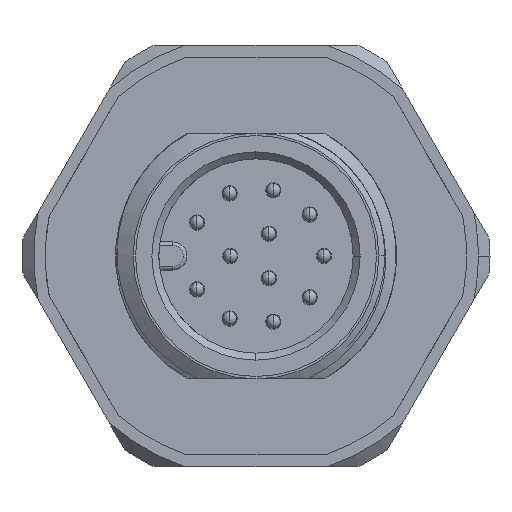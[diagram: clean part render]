
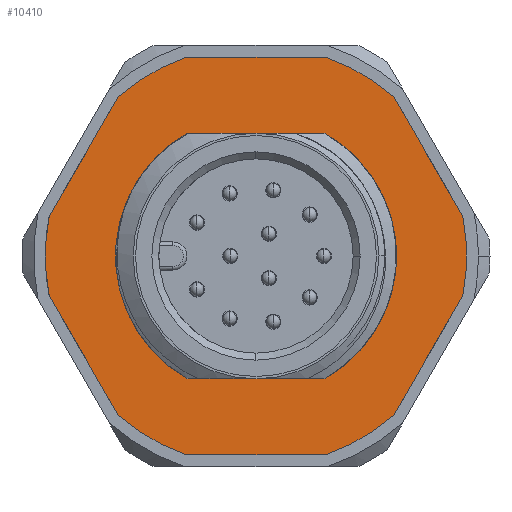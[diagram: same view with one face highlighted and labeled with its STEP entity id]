
A CAD part, left-side view. The second image highlights one B-rep face of the part: STEP entity #10410.
In plain terms, the highlighted planar face has unit normal (-1, 0, 0).
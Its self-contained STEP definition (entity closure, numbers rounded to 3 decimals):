
#136 = DIRECTION ( 'NONE',  ( -1., 0., 0. ) ) ;
#212 = EDGE_LOOP ( 'NONE', ( #8674, #24262 ) ) ;
#265 = CARTESIAN_POINT ( 'NONE',  ( -8.4, 0., -9. ) ) ;
#320 = CIRCLE ( 'NONE', #5114, 5.25 ) ;
#453 = CARTESIAN_POINT ( 'NONE',  ( -8.4, -5.882, -2.188 ) ) ;
#545 = VERTEX_POINT ( 'NONE', #1655 ) ;
#657 = CIRCLE ( 'NONE', #23065, 9. ) ;
#969 = ORIENTED_EDGE ( 'NONE', *, *, #2623, .T. ) ;
#1039 = VERTEX_POINT ( 'NONE', #27022 ) ;
#1069 = VERTEX_POINT ( 'NONE', #5387 ) ;
#1089 = DIRECTION ( 'NONE',  ( -1., 0., 0. ) ) ;
#1655 = CARTESIAN_POINT ( 'NONE',  ( -8.4, 0., -3.75 ) ) ;
#1898 = DIRECTION ( 'NONE',  ( 0., -0.654, 0.757 ) ) ;
#1901 = EDGE_CURVE ( 'NONE', #8405, #8927, #8070, .T. ) ;
#2254 = ORIENTED_EDGE ( 'NONE', *, *, #14831, .T. ) ;
#2582 = CARTESIAN_POINT ( 'NONE',  ( -8.4, 5.882, -15.812 ) ) ;
#2610 = DIRECTION ( 'NONE',  ( 1., 0., 0. ) ) ;
#2623 = EDGE_CURVE ( 'NONE', #4328, #11441, #20074, .T. ) ;
#2689 = EDGE_CURVE ( 'NONE', #7677, #22782, #16086, .T. ) ;
#3746 = ORIENTED_EDGE ( 'NONE', *, *, #15137, .T. ) ;
#3978 = DIRECTION ( 'NONE',  ( 0., 0.654, -0.757 ) ) ;
#4030 = CARTESIAN_POINT ( 'NONE',  ( -8.4, 8.84, -10.688 ) ) ;
#4328 = VERTEX_POINT ( 'NONE', #22110 ) ;
#4452 = LINE ( 'NONE', #18782, #19727 ) ;
#5114 = AXIS2_PLACEMENT_3D ( 'NONE', #27239, #2610, #15821 ) ;
#5387 = CARTESIAN_POINT ( 'NONE',  ( -8.4, -8.84, -10.688 ) ) ;
#5512 = DIRECTION ( 'NONE',  ( 0., -0.982, -0.188 ) ) ;
#5614 = DIRECTION ( 'NONE',  ( -1., 0., 0. ) ) ;
#5669 = DIRECTION ( 'NONE',  ( 0., 0., -1. ) ) ;
#5685 = CIRCLE ( 'NONE', #25016, 9. ) ;
#5879 = DIRECTION ( 'NONE',  ( 0., 0.5, 0.866 ) ) ;
#5914 = ORIENTED_EDGE ( 'NONE', *, *, #15985, .T. ) ;
#6975 = LINE ( 'NONE', #13056, #16475 ) ;
#7044 = CARTESIAN_POINT ( 'NONE',  ( -8.4, 2.958, -0.5 ) ) ;
#7588 = CARTESIAN_POINT ( 'NONE',  ( -8.4, 0., -9. ) ) ;
#7677 = VERTEX_POINT ( 'NONE', #7044 ) ;
#7784 = LINE ( 'NONE', #11369, #17990 ) ;
#7877 = EDGE_CURVE ( 'NONE', #15600, #545, #9447, .T. ) ;
#8070 = LINE ( 'NONE', #27087, #20027 ) ;
#8381 = LINE ( 'NONE', #25065, #15345 ) ;
#8405 = VERTEX_POINT ( 'NONE', #11342 ) ;
#8544 = AXIS2_PLACEMENT_3D ( 'NONE', #265, #10839, #21469 ) ;
#8674 = ORIENTED_EDGE ( 'NONE', *, *, #7877, .T. ) ;
#8691 = DIRECTION ( 'NONE',  ( -1., 0., 0. ) ) ;
#8906 = CARTESIAN_POINT ( 'NONE',  ( -8.4, 0., -9. ) ) ;
#8927 = VERTEX_POINT ( 'NONE', #453 ) ;
#9009 = AXIS2_PLACEMENT_3D ( 'NONE', #7588, #11999, #20415 ) ;
#9276 = EDGE_CURVE ( 'NONE', #22782, #1039, #6975, .T. ) ;
#9422 = CIRCLE ( 'NONE', #8544, 9. ) ;
#9423 = CARTESIAN_POINT ( 'NONE',  ( -8.4, 5.882, -2.188 ) ) ;
#9447 = CIRCLE ( 'NONE', #11192, 5.25 ) ;
#9547 = CIRCLE ( 'NONE', #24945, 9. ) ;
#9983 = VERTEX_POINT ( 'NONE', #14439 ) ;
#10270 = EDGE_CURVE ( 'NONE', #545, #15600, #320, .T. ) ;
#10374 = VERTEX_POINT ( 'NONE', #24071 ) ;
#10410 = ADVANCED_FACE ( 'NONE', ( #11519, #19676 ), #25997, .T. ) ;
#10599 = EDGE_LOOP ( 'NONE', ( #969, #23395, #18834, #12327, #3746, #16387, #23913, #22887, #2254, #16043, #19747, #5914 ) ) ;
#10839 = DIRECTION ( 'NONE',  ( -1., 0., 0. ) ) ;
#11192 = AXIS2_PLACEMENT_3D ( 'NONE', #20001, #20278, #5669 ) ;
#11294 = EDGE_CURVE ( 'NONE', #8927, #16897, #9547, .T. ) ;
#11342 = CARTESIAN_POINT ( 'NONE',  ( -8.4, -8.84, -7.312 ) ) ;
#11369 = CARTESIAN_POINT ( 'NONE',  ( -8.4, -5.882, -15.812 ) ) ;
#11441 = VERTEX_POINT ( 'NONE', #2582 ) ;
#11508 = DIRECTION ( 'NONE',  ( 0., 0.5, -0.866 ) ) ;
#11519 = FACE_BOUND ( 'NONE', #212, .T. ) ;
#11668 = CARTESIAN_POINT ( 'NONE',  ( -8.4, -2.958, -0.5 ) ) ;
#11999 = DIRECTION ( 'NONE',  ( -1., 0., 0. ) ) ;
#12063 = CARTESIAN_POINT ( 'NONE',  ( -8.4, 0., -14.25 ) ) ;
#12327 = ORIENTED_EDGE ( 'NONE', *, *, #25427, .T. ) ;
#12450 = DIRECTION ( 'NONE',  ( 0., -1., 0. ) ) ;
#12679 = CARTESIAN_POINT ( 'NONE',  ( -8.4, 2.958, -17.5 ) ) ;
#13056 = CARTESIAN_POINT ( 'NONE',  ( -8.4, 5.882, -2.188 ) ) ;
#13764 = EDGE_CURVE ( 'NONE', #14941, #9983, #4452, .T. ) ;
#14439 = CARTESIAN_POINT ( 'NONE',  ( -8.4, -2.958, -17.5 ) ) ;
#14831 = EDGE_CURVE ( 'NONE', #16897, #7677, #8381, .T. ) ;
#14941 = VERTEX_POINT ( 'NONE', #12679 ) ;
#15137 = EDGE_CURVE ( 'NONE', #10374, #1069, #7784, .T. ) ;
#15345 = VECTOR ( 'NONE', #23138, 1000. ) ;
#15600 = VERTEX_POINT ( 'NONE', #12063 ) ;
#15821 = DIRECTION ( 'NONE',  ( 0., 0., 1. ) ) ;
#15985 = EDGE_CURVE ( 'NONE', #1039, #4328, #5685, .T. ) ;
#16043 = ORIENTED_EDGE ( 'NONE', *, *, #2689, .T. ) ;
#16086 = CIRCLE ( 'NONE', #9009, 9. ) ;
#16191 = DIRECTION ( 'NONE',  ( 0., -0.5, -0.866 ) ) ;
#16387 = ORIENTED_EDGE ( 'NONE', *, *, #25331, .T. ) ;
#16475 = VECTOR ( 'NONE', #11508, 1000. ) ;
#16856 = DIRECTION ( 'NONE',  ( 0., 0.982, 0.188 ) ) ;
#16897 = VERTEX_POINT ( 'NONE', #11668 ) ;
#17990 = VECTOR ( 'NONE', #23922, 1000. ) ;
#18782 = CARTESIAN_POINT ( 'NONE',  ( -8.4, 2.958, -17.5 ) ) ;
#18834 = ORIENTED_EDGE ( 'NONE', *, *, #13764, .T. ) ;
#18897 = EDGE_CURVE ( 'NONE', #11441, #14941, #20681, .T. ) ;
#19676 = FACE_OUTER_BOUND ( 'NONE', #10599, .T. ) ;
#19727 = VECTOR ( 'NONE', #12450, 1000. ) ;
#19747 = ORIENTED_EDGE ( 'NONE', *, *, #9276, .T. ) ;
#19800 = AXIS2_PLACEMENT_3D ( 'NONE', #25052, #136, #3978 ) ;
#19806 = DIRECTION ( 'NONE',  ( 0., 0., 1. ) ) ;
#20001 = CARTESIAN_POINT ( 'NONE',  ( -8.4, 0., -9. ) ) ;
#20027 = VECTOR ( 'NONE', #5879, 1000. ) ;
#20074 = LINE ( 'NONE', #4030, #25299 ) ;
#20215 = CARTESIAN_POINT ( 'NONE',  ( -8.4, 0., -9. ) ) ;
#20278 = DIRECTION ( 'NONE',  ( 1., 0., 0. ) ) ;
#20415 = DIRECTION ( 'NONE',  ( 0., 0.329, 0.944 ) ) ;
#20681 = CIRCLE ( 'NONE', #19800, 9. ) ;
#20963 = AXIS2_PLACEMENT_3D ( 'NONE', #8906, #1089, #19806 ) ;
#21469 = DIRECTION ( 'NONE',  ( 0., -0.329, -0.944 ) ) ;
#21524 = CARTESIAN_POINT ( 'NONE',  ( -8.4, 0., -9. ) ) ;
#22110 = CARTESIAN_POINT ( 'NONE',  ( -8.4, 8.84, -10.688 ) ) ;
#22782 = VERTEX_POINT ( 'NONE', #9423 ) ;
#22887 = ORIENTED_EDGE ( 'NONE', *, *, #11294, .T. ) ;
#23065 = AXIS2_PLACEMENT_3D ( 'NONE', #26577, #24913, #5512 ) ;
#23138 = DIRECTION ( 'NONE',  ( 0., 1., 0. ) ) ;
#23395 = ORIENTED_EDGE ( 'NONE', *, *, #18897, .T. ) ;
#23913 = ORIENTED_EDGE ( 'NONE', *, *, #1901, .T. ) ;
#23922 = DIRECTION ( 'NONE',  ( 0., -0.5, 0.866 ) ) ;
#24071 = CARTESIAN_POINT ( 'NONE',  ( -8.4, -5.882, -15.812 ) ) ;
#24262 = ORIENTED_EDGE ( 'NONE', *, *, #10270, .T. ) ;
#24913 = DIRECTION ( 'NONE',  ( -1., 0., 0. ) ) ;
#24945 = AXIS2_PLACEMENT_3D ( 'NONE', #20215, #5614, #1898 ) ;
#25016 = AXIS2_PLACEMENT_3D ( 'NONE', #21524, #8691, #16856 ) ;
#25052 = CARTESIAN_POINT ( 'NONE',  ( -8.4, 0., -9. ) ) ;
#25065 = CARTESIAN_POINT ( 'NONE',  ( -8.4, -2.958, -0.5 ) ) ;
#25299 = VECTOR ( 'NONE', #16191, 1000. ) ;
#25331 = EDGE_CURVE ( 'NONE', #1069, #8405, #657, .T. ) ;
#25427 = EDGE_CURVE ( 'NONE', #9983, #10374, #9422, .T. ) ;
#25997 = PLANE ( 'NONE',  #20963 ) ;
#26577 = CARTESIAN_POINT ( 'NONE',  ( -8.4, 0., -9. ) ) ;
#27022 = CARTESIAN_POINT ( 'NONE',  ( -8.4, 8.84, -7.312 ) ) ;
#27087 = CARTESIAN_POINT ( 'NONE',  ( -8.4, -8.84, -7.312 ) ) ;
#27239 = CARTESIAN_POINT ( 'NONE',  ( -8.4, 0., -9. ) ) ;
